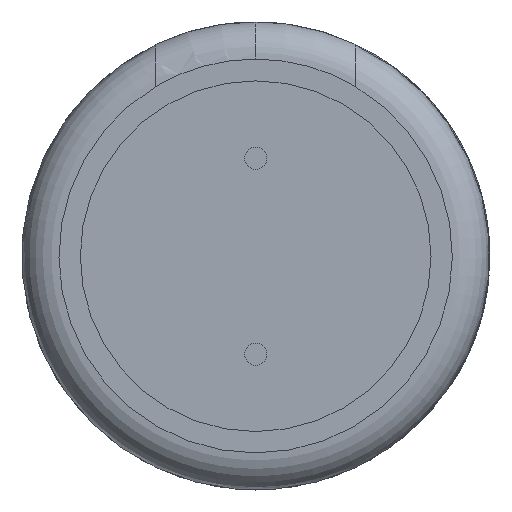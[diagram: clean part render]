
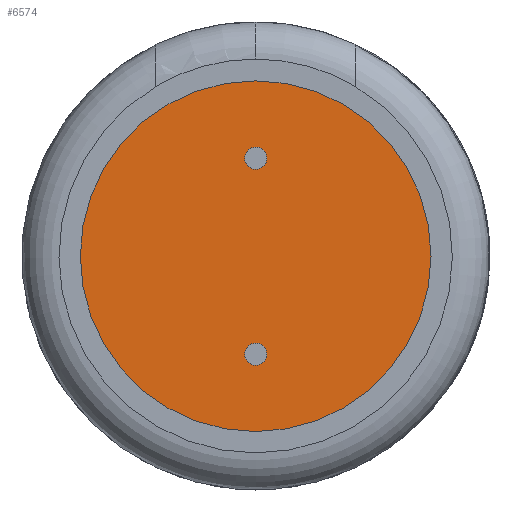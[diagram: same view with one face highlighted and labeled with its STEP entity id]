
A CAD part, front view. The second image highlights one B-rep face of the part: STEP entity #6574.
In plain terms, the highlighted planar face has unit normal (0, -1, 0).
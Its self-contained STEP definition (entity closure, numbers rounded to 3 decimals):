
#80 = VERTEX_POINT ( 'NONE', #10167 ) ;
#406 = CIRCLE ( 'NONE', #8455, 0.3 ) ;
#630 = AXIS2_PLACEMENT_3D ( 'NONE', #6368, #1038, #5443 ) ;
#802 = CARTESIAN_POINT ( 'NONE',  ( 0., -4.931, -2.64 ) ) ;
#1034 = PLANE ( 'NONE',  #1351 ) ;
#1038 = DIRECTION ( 'NONE',  ( 0., -1., 0. ) ) ;
#1132 = EDGE_LOOP ( 'NONE', ( #13259, #3004 ) ) ;
#1351 = AXIS2_PLACEMENT_3D ( 'NONE', #6289, #1907, #12827 ) ;
#1497 = AXIS2_PLACEMENT_3D ( 'NONE', #4952, #7396, #9614 ) ;
#1678 = AXIS2_PLACEMENT_3D ( 'NONE', #2739, #11462, #12621 ) ;
#1803 = VERTEX_POINT ( 'NONE', #3329 ) ;
#1907 = DIRECTION ( 'NONE',  ( 0., -1., 0. ) ) ;
#1987 = EDGE_CURVE ( 'NONE', #3870, #14228, #8747, .T. ) ;
#2122 = DIRECTION ( 'NONE',  ( 0., 0., -1. ) ) ;
#2739 = CARTESIAN_POINT ( 'NONE',  ( 0., -4.931, -2.64 ) ) ;
#2967 = EDGE_CURVE ( 'NONE', #13794, #5390, #11674, .T. ) ;
#3004 = ORIENTED_EDGE ( 'NONE', *, *, #6971, .F. ) ;
#3329 = CARTESIAN_POINT ( 'NONE',  ( 0., -4.931, 2.94 ) ) ;
#3668 = CARTESIAN_POINT ( 'NONE',  ( 0., -4.931, 4.725 ) ) ;
#3669 = DIRECTION ( 'NONE',  ( 0., 0., 1. ) ) ;
#3766 = ORIENTED_EDGE ( 'NONE', *, *, #5459, .F. ) ;
#3832 = ORIENTED_EDGE ( 'NONE', *, *, #2967, .F. ) ;
#3870 = VERTEX_POINT ( 'NONE', #3668 ) ;
#4362 = FACE_BOUND ( 'NONE', #1132, .T. ) ;
#4411 = EDGE_LOOP ( 'NONE', ( #5561, #12001 ) ) ;
#4952 = CARTESIAN_POINT ( 'NONE',  ( 0., -4.931, 0. ) ) ;
#5339 = DIRECTION ( 'NONE',  ( 0., -1., 0. ) ) ;
#5390 = VERTEX_POINT ( 'NONE', #13570 ) ;
#5443 = DIRECTION ( 'NONE',  ( 0., 0., -1. ) ) ;
#5459 = EDGE_CURVE ( 'NONE', #5390, #13794, #7882, .T. ) ;
#5561 = ORIENTED_EDGE ( 'NONE', *, *, #1987, .F. ) ;
#5913 = CIRCLE ( 'NONE', #630, 0.3 ) ;
#6289 = CARTESIAN_POINT ( 'NONE',  ( 0., -4.931, 4.725 ) ) ;
#6368 = CARTESIAN_POINT ( 'NONE',  ( 0., -4.931, 2.64 ) ) ;
#6574 = ADVANCED_FACE ( 'NONE', ( #13909, #4362, #10730 ), #1034, .T. ) ;
#6670 = AXIS2_PLACEMENT_3D ( 'NONE', #802, #5339, #2122 ) ;
#6971 = EDGE_CURVE ( 'NONE', #80, #1803, #406, .T. ) ;
#7285 = DIRECTION ( 'NONE',  ( 0., 0., -1. ) ) ;
#7349 = EDGE_CURVE ( 'NONE', #1803, #80, #5913, .T. ) ;
#7396 = DIRECTION ( 'NONE',  ( 0., 1., 0. ) ) ;
#7882 = CIRCLE ( 'NONE', #1678, 0.3 ) ;
#8295 = DIRECTION ( 'NONE',  ( 0., 1., 0. ) ) ;
#8340 = CARTESIAN_POINT ( 'NONE',  ( 0., -4.931, 2.64 ) ) ;
#8455 = AXIS2_PLACEMENT_3D ( 'NONE', #8340, #8636, #7285 ) ;
#8636 = DIRECTION ( 'NONE',  ( 0., -1., 0. ) ) ;
#8747 = CIRCLE ( 'NONE', #8976, 4.725 ) ;
#8976 = AXIS2_PLACEMENT_3D ( 'NONE', #10578, #8295, #3669 ) ;
#9289 = CIRCLE ( 'NONE', #1497, 4.725 ) ;
#9614 = DIRECTION ( 'NONE',  ( 0., 0., 1. ) ) ;
#10167 = CARTESIAN_POINT ( 'NONE',  ( 0., -4.931, 2.34 ) ) ;
#10578 = CARTESIAN_POINT ( 'NONE',  ( 0., -4.931, 0. ) ) ;
#10730 = FACE_OUTER_BOUND ( 'NONE', #4411, .T. ) ;
#11309 = EDGE_CURVE ( 'NONE', #14228, #3870, #9289, .T. ) ;
#11462 = DIRECTION ( 'NONE',  ( 0., -1., 0. ) ) ;
#11674 = CIRCLE ( 'NONE', #6670, 0.3 ) ;
#12001 = ORIENTED_EDGE ( 'NONE', *, *, #11309, .F. ) ;
#12071 = CARTESIAN_POINT ( 'NONE',  ( 0., -4.931, -4.725 ) ) ;
#12114 = CARTESIAN_POINT ( 'NONE',  ( 0., -4.931, -2.94 ) ) ;
#12211 = EDGE_LOOP ( 'NONE', ( #3766, #3832 ) ) ;
#12621 = DIRECTION ( 'NONE',  ( 0., 0., -1. ) ) ;
#12827 = DIRECTION ( 'NONE',  ( 0., 0., -1. ) ) ;
#13259 = ORIENTED_EDGE ( 'NONE', *, *, #7349, .F. ) ;
#13570 = CARTESIAN_POINT ( 'NONE',  ( 0., -4.931, -2.34 ) ) ;
#13794 = VERTEX_POINT ( 'NONE', #12114 ) ;
#13909 = FACE_BOUND ( 'NONE', #12211, .T. ) ;
#14228 = VERTEX_POINT ( 'NONE', #12071 ) ;
